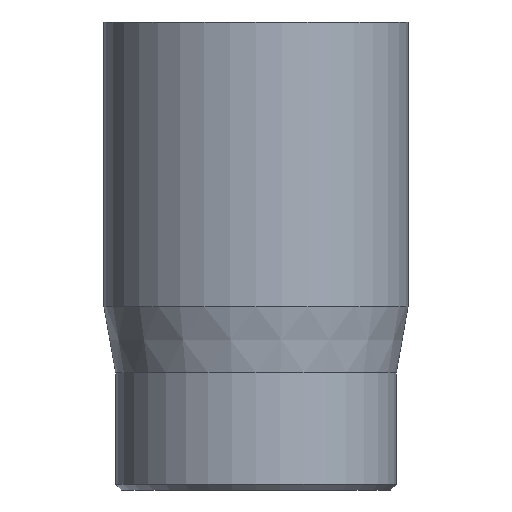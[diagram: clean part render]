
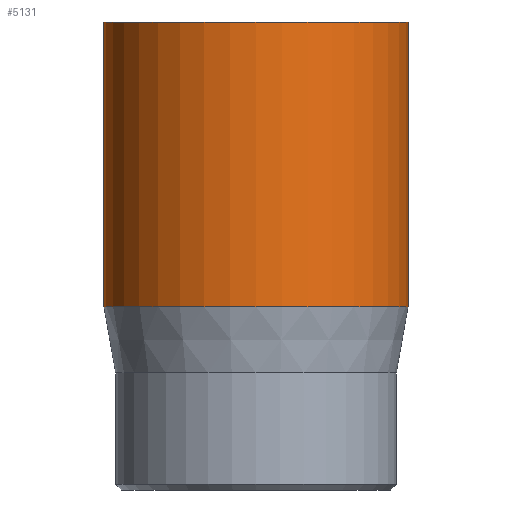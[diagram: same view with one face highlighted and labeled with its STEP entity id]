
A CAD part, front view. The second image highlights one B-rep face of the part: STEP entity #5131.
In plain terms, the highlighted cylindrical face has radius 1.3 mm (diameter 2.6 mm), a full revolution.
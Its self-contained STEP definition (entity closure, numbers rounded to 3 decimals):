
#622=CYLINDRICAL_SURFACE('',#5326,1.3);
#881=FACE_OUTER_BOUND('',#1179,.T.);
#1179=EDGE_LOOP('',(#4754,#4755,#4756,#4757,#4758));
#1598=LINE('',#9523,#2027);
#2027=VECTOR('',#5995,1.3);
#2065=CIRCLE('',#5310,1.3);
#2071=CIRCLE('',#5324,1.3);
#2072=CIRCLE('',#5325,1.3);
#2551=VERTEX_POINT('',#9494);
#2557=VERTEX_POINT('',#9517);
#2558=VERTEX_POINT('',#9518);
#3289=EDGE_CURVE('',#2551,#2551,#2065,.T.);
#3298=EDGE_CURVE('',#2557,#2558,#2071,.T.);
#3299=EDGE_CURVE('',#2558,#2557,#2072,.T.);
#3301=EDGE_CURVE('',#2551,#2557,#1598,.T.);
#4754=ORIENTED_EDGE('',*,*,#3289,.T.);
#4755=ORIENTED_EDGE('',*,*,#3301,.T.);
#4756=ORIENTED_EDGE('',*,*,#3298,.T.);
#4757=ORIENTED_EDGE('',*,*,#3299,.T.);
#4758=ORIENTED_EDGE('',*,*,#3301,.F.);
#5131=ADVANCED_FACE('',(#881),#622,.T.);
#5310=AXIS2_PLACEMENT_3D('',#9495,#5957,#5958);
#5324=AXIS2_PLACEMENT_3D('',#9519,#5988,#5989);
#5325=AXIS2_PLACEMENT_3D('',#9520,#5990,#5991);
#5326=AXIS2_PLACEMENT_3D('',#9522,#5993,#5994);
#5957=DIRECTION('center_axis',(0.,0.,-1.));
#5958=DIRECTION('ref_axis',(-1.,0.,0.));
#5988=DIRECTION('center_axis',(0.,0.,1.));
#5989=DIRECTION('ref_axis',(-1.,0.,0.));
#5990=DIRECTION('center_axis',(0.,0.,1.));
#5991=DIRECTION('ref_axis',(-1.,0.,0.));
#5993=DIRECTION('center_axis',(0.,0.,1.));
#5994=DIRECTION('ref_axis',(-1.,0.,0.));
#5995=DIRECTION('',(0.,0.,-1.));
#9494=CARTESIAN_POINT('',(1.3,0.,4.));
#9495=CARTESIAN_POINT('Origin',(0.,0.,4.));
#9517=CARTESIAN_POINT('',(1.3,0.,1.567));
#9518=CARTESIAN_POINT('',(-1.3,0.,1.567));
#9519=CARTESIAN_POINT('Origin',(0.,0.,1.567));
#9520=CARTESIAN_POINT('Origin',(0.,0.,1.567));
#9522=CARTESIAN_POINT('Origin',(0.,0.,0.));
#9523=CARTESIAN_POINT('',(1.3,0.,0.));
